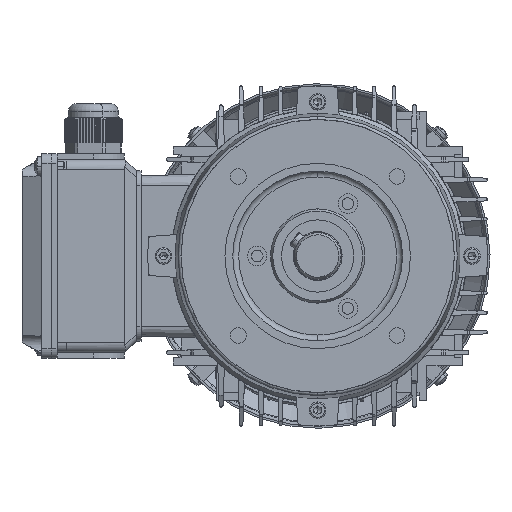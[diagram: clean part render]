
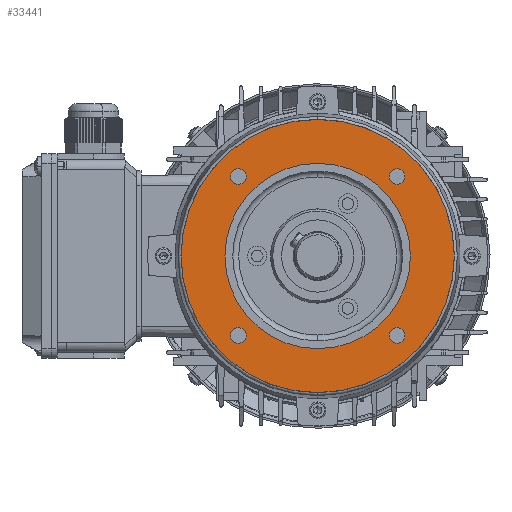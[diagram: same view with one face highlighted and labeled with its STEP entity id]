
A CAD part, left-side view. The second image highlights one B-rep face of the part: STEP entity #33441.
In plain terms, the highlighted planar face has unit normal (-1, 0, 0).
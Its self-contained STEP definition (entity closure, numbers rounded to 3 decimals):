
#1383 = ORIENTED_EDGE ( 'NONE', *, *, #57061, .T. ) ;
#4024 = CARTESIAN_POINT ( 'NONE',  ( 3., 0., 0. ) ) ;
#4102 = CARTESIAN_POINT ( 'NONE',  ( 3., -40.659, 36.659 ) ) ;
#4168 = DIRECTION ( 'NONE',  ( 1., 0., 0. ) ) ;
#4361 = VERTEX_POINT ( 'NONE', #44488 ) ;
#4788 = DIRECTION ( 'NONE',  ( 0., 0., -1. ) ) ;
#5072 = ORIENTED_EDGE ( 'NONE', *, *, #80915, .T. ) ;
#6475 = AXIS2_PLACEMENT_3D ( 'NONE', #42649, #31072, #19431 ) ;
#7355 = VERTEX_POINT ( 'NONE', #98552 ) ;
#7789 = AXIS2_PLACEMENT_3D ( 'NONE', #68157, #56481, #44921 ) ;
#7845 = CARTESIAN_POINT ( 'NONE',  ( 3., 40.659, 40.659 ) ) ;
#8954 = DIRECTION ( 'NONE',  ( 0., 0., -1. ) ) ;
#9187 = DIRECTION ( 'NONE',  ( 1., 0., 0. ) ) ;
#11889 = FACE_BOUND ( 'NONE', #65587, .T. ) ;
#13526 = DIRECTION ( 'NONE',  ( 0., 0., -1. ) ) ;
#14808 = AXIS2_PLACEMENT_3D ( 'NONE', #28031, #16381, #4788 ) ;
#15126 = DIRECTION ( 'NONE',  ( 0., 0., -1. ) ) ;
#16381 = DIRECTION ( 'NONE',  ( 1., 0., 0. ) ) ;
#16989 = CIRCLE ( 'NONE', #65734, 70. ) ;
#17221 = CARTESIAN_POINT ( 'NONE',  ( 3., 40.659, -44.659 ) ) ;
#18137 = ORIENTED_EDGE ( 'NONE', *, *, #93934, .T. ) ;
#19142 = AXIS2_PLACEMENT_3D ( 'NONE', #48180, #36603, #24953 ) ;
#19431 = DIRECTION ( 'NONE',  ( 0., 0., -1. ) ) ;
#20120 = VERTEX_POINT ( 'NONE', #80865 ) ;
#20567 = DIRECTION ( 'NONE',  ( 1., 0., 0. ) ) ;
#20679 = FACE_BOUND ( 'NONE', #78451, .T. ) ;
#20790 = CARTESIAN_POINT ( 'NONE',  ( 3., -40.659, -40.659 ) ) ;
#20962 = DIRECTION ( 'NONE',  ( 0., 0., 1. ) ) ;
#22172 = CARTESIAN_POINT ( 'NONE',  ( 3., -40.659, -36.659 ) ) ;
#23590 = FACE_BOUND ( 'NONE', #57855, .T. ) ;
#24565 = VERTEX_POINT ( 'NONE', #22172 ) ;
#24953 = DIRECTION ( 'NONE',  ( 0., 0., 1. ) ) ;
#25057 = VERTEX_POINT ( 'NONE', #87014 ) ;
#25133 = DIRECTION ( 'NONE',  ( 1., 0., 0. ) ) ;
#26774 = DIRECTION ( 'NONE',  ( 1., 0., 0. ) ) ;
#28031 = CARTESIAN_POINT ( 'NONE',  ( 3., 47.5, 0. ) ) ;
#29493 = FACE_BOUND ( 'NONE', #102310, .T. ) ;
#29495 = ORIENTED_EDGE ( 'NONE', *, *, #97655, .F. ) ;
#31072 = DIRECTION ( 'NONE',  ( 1., 0., 0. ) ) ;
#31227 = AXIS2_PLACEMENT_3D ( 'NONE', #32196, #20567, #8954 ) ;
#31574 = EDGE_CURVE ( 'NONE', #111529, #93706, #110562, .T. ) ;
#32196 = CARTESIAN_POINT ( 'NONE',  ( 3., -40.659, 40.659 ) ) ;
#32598 = DIRECTION ( 'NONE',  ( -1., 0., 0. ) ) ;
#33441 = ADVANCED_FACE ( 'NONE', ( #23590, #11889, #29493, #20679, #38244, #44111 ), #51213, .F. ) ;
#33613 = AXIS2_PLACEMENT_3D ( 'NONE', #7845, #109836, #98143 ) ;
#35326 = CARTESIAN_POINT ( 'NONE',  ( 3., 40.659, 44.659 ) ) ;
#36603 = DIRECTION ( 'NONE',  ( -1., 0., 0. ) ) ;
#38244 = FACE_BOUND ( 'NONE', #97559, .T. ) ;
#38356 = ORIENTED_EDGE ( 'NONE', *, *, #108509, .T. ) ;
#38366 = CARTESIAN_POINT ( 'NONE',  ( 3., 40.659, -40.659 ) ) ;
#39417 = CIRCLE ( 'NONE', #33613, 4. ) ;
#42649 = CARTESIAN_POINT ( 'NONE',  ( 3., -40.659, 40.659 ) ) ;
#43878 = DIRECTION ( 'NONE',  ( 0., 0., 1. ) ) ;
#44111 = FACE_OUTER_BOUND ( 'NONE', #103443, .T. ) ;
#44212 = CARTESIAN_POINT ( 'NONE',  ( 3., 0., 0. ) ) ;
#44488 = CARTESIAN_POINT ( 'NONE',  ( 3., 0., -47.5 ) ) ;
#44921 = DIRECTION ( 'NONE',  ( 0., 0., -1. ) ) ;
#45050 = CIRCLE ( 'NONE', #103655, 4. ) ;
#46585 = CIRCLE ( 'NONE', #111085, 70. ) ;
#48180 = CARTESIAN_POINT ( 'NONE',  ( 3., 0., 0. ) ) ;
#49649 = CIRCLE ( 'NONE', #113099, 4. ) ;
#51213 = PLANE ( 'NONE',  #14808 ) ;
#54735 = ORIENTED_EDGE ( 'NONE', *, *, #88664, .T. ) ;
#55465 = DIRECTION ( 'NONE',  ( -1., 0., 0. ) ) ;
#56481 = DIRECTION ( 'NONE',  ( 1., 0., 0. ) ) ;
#57061 = EDGE_CURVE ( 'NONE', #65500, #57961, #73953, .T. ) ;
#57855 = EDGE_LOOP ( 'NONE', ( #1383, #38356 ) ) ;
#57961 = VERTEX_POINT ( 'NONE', #79320 ) ;
#58359 = ORIENTED_EDGE ( 'NONE', *, *, #68890, .T. ) ;
#62222 = CARTESIAN_POINT ( 'NONE',  ( 3., -40.659, -40.659 ) ) ;
#65500 = VERTEX_POINT ( 'NONE', #4102 ) ;
#65587 = EDGE_LOOP ( 'NONE', ( #100152, #66122 ) ) ;
#65734 = AXIS2_PLACEMENT_3D ( 'NONE', #4024, #106033, #94304 ) ;
#66122 = ORIENTED_EDGE ( 'NONE', *, *, #85671, .T. ) ;
#66344 = VERTEX_POINT ( 'NONE', #100366 ) ;
#66597 = CARTESIAN_POINT ( 'NONE',  ( 3., 0., -70. ) ) ;
#66909 = VERTEX_POINT ( 'NONE', #66597 ) ;
#67119 = CARTESIAN_POINT ( 'NONE',  ( 3., 0., 0. ) ) ;
#68157 = CARTESIAN_POINT ( 'NONE',  ( 3., 40.659, 40.659 ) ) ;
#68890 = EDGE_CURVE ( 'NONE', #93706, #111529, #80723, .T. ) ;
#73905 = AXIS2_PLACEMENT_3D ( 'NONE', #83284, #25133, #13526 ) ;
#73953 = CIRCLE ( 'NONE', #6475, 4. ) ;
#78451 = EDGE_LOOP ( 'NONE', ( #108748, #18137 ) ) ;
#79320 = CARTESIAN_POINT ( 'NONE',  ( 3., -40.659, 44.659 ) ) ;
#80723 = CIRCLE ( 'NONE', #109366, 4. ) ;
#80865 = CARTESIAN_POINT ( 'NONE',  ( 3., 0., 47.5 ) ) ;
#80915 = EDGE_CURVE ( 'NONE', #66909, #66344, #46585, .T. ) ;
#83284 = CARTESIAN_POINT ( 'NONE',  ( 3., 40.659, -40.659 ) ) ;
#83564 = EDGE_CURVE ( 'NONE', #25057, #112763, #39417, .T. ) ;
#83707 = CIRCLE ( 'NONE', #19142, 47.5 ) ;
#85671 = EDGE_CURVE ( 'NONE', #24565, #7355, #49649, .T. ) ;
#87014 = CARTESIAN_POINT ( 'NONE',  ( 3., 40.659, 36.659 ) ) ;
#88664 = EDGE_CURVE ( 'NONE', #66344, #66909, #16989, .T. ) ;
#90070 = CIRCLE ( 'NONE', #7789, 4. ) ;
#92162 = EDGE_CURVE ( 'NONE', #7355, #24565, #45050, .T. ) ;
#92255 = CIRCLE ( 'NONE', #31227, 4. ) ;
#93706 = VERTEX_POINT ( 'NONE', #104596 ) ;
#93934 = EDGE_CURVE ( 'NONE', #112763, #25057, #90070, .T. ) ;
#94304 = DIRECTION ( 'NONE',  ( 0., 0., 1. ) ) ;
#97559 = EDGE_LOOP ( 'NONE', ( #29495, #113166 ) ) ;
#97655 = EDGE_CURVE ( 'NONE', #20120, #4361, #83707, .T. ) ;
#98143 = DIRECTION ( 'NONE',  ( 0., 0., -1. ) ) ;
#98552 = CARTESIAN_POINT ( 'NONE',  ( 3., -40.659, -44.659 ) ) ;
#100152 = ORIENTED_EDGE ( 'NONE', *, *, #92162, .T. ) ;
#100366 = CARTESIAN_POINT ( 'NONE',  ( 3., 0., 70. ) ) ;
#101422 = EDGE_CURVE ( 'NONE', #4361, #20120, #103568, .T. ) ;
#102310 = EDGE_LOOP ( 'NONE', ( #110735, #58359 ) ) ;
#103443 = EDGE_LOOP ( 'NONE', ( #54735, #5072 ) ) ;
#103568 = CIRCLE ( 'NONE', #111823, 47.5 ) ;
#103655 = AXIS2_PLACEMENT_3D ( 'NONE', #20790, #9187, #111165 ) ;
#104596 = CARTESIAN_POINT ( 'NONE',  ( 3., 40.659, -36.659 ) ) ;
#106033 = DIRECTION ( 'NONE',  ( -1., 0., 0. ) ) ;
#106178 = DIRECTION ( 'NONE',  ( 0., 0., -1. ) ) ;
#108509 = EDGE_CURVE ( 'NONE', #57961, #65500, #92255, .T. ) ;
#108748 = ORIENTED_EDGE ( 'NONE', *, *, #83564, .T. ) ;
#109366 = AXIS2_PLACEMENT_3D ( 'NONE', #38366, #26774, #15126 ) ;
#109836 = DIRECTION ( 'NONE',  ( 1., 0., 0. ) ) ;
#110562 = CIRCLE ( 'NONE', #73905, 4. ) ;
#110735 = ORIENTED_EDGE ( 'NONE', *, *, #31574, .T. ) ;
#111085 = AXIS2_PLACEMENT_3D ( 'NONE', #44212, #32598, #20962 ) ;
#111165 = DIRECTION ( 'NONE',  ( 0., 0., -1. ) ) ;
#111529 = VERTEX_POINT ( 'NONE', #17221 ) ;
#111823 = AXIS2_PLACEMENT_3D ( 'NONE', #67119, #55465, #43878 ) ;
#112763 = VERTEX_POINT ( 'NONE', #35326 ) ;
#113099 = AXIS2_PLACEMENT_3D ( 'NONE', #62222, #4168, #106178 ) ;
#113166 = ORIENTED_EDGE ( 'NONE', *, *, #101422, .F. ) ;
